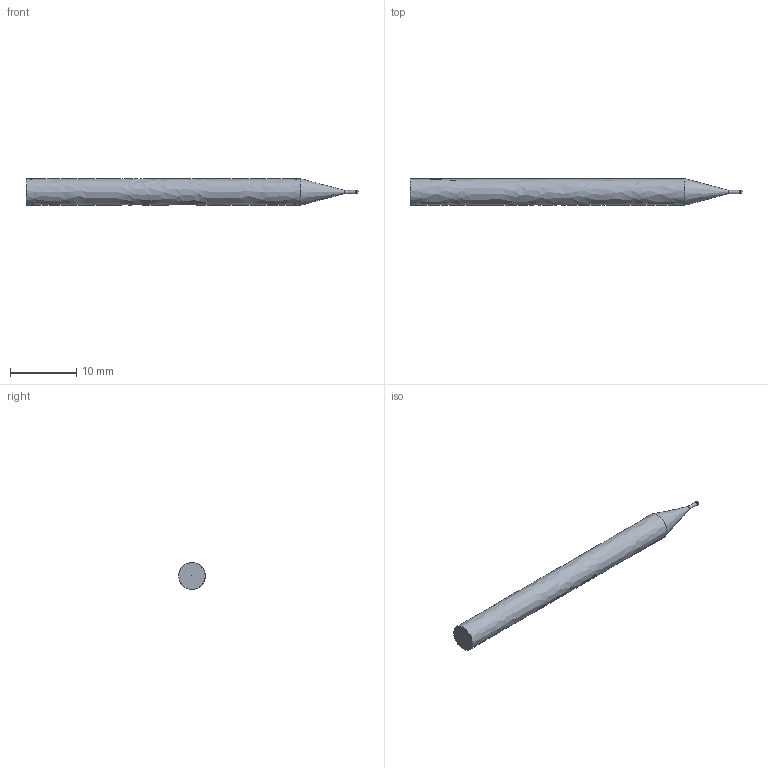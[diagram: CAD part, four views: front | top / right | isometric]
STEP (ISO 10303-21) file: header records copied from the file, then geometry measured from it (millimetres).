
FILE_DESCRIPTION ((), '1');
FILE_NAME ('156 0050N2A.STP', '2021-01-07T11:07:25', ('Unknown'), ('mafordeurope'), 'OneCNC-XR7 Mill 3D Expert', 'OneCNC-XR7 Mill 3D Expert', '');
FILE_SCHEMA (('CONFIG_CONTROL_DESIGN'));
Length unit declared in the file: millimetre
Bounding box: 50 x 4 x 4 mm (x, y, z)
Volume: 551.9 mm3; surface area: 583.9 mm2
Topology: 1 solids, 1 shells, 7 faces, 22 edges, 22 vertices
Faces by surface type: bspline 7
Entity records: 441 total; most frequent: CARTESIAN_POINT 262, ORIENTED_EDGE 26, B_SPLINE_CURVE_WITH_KNOTS 13, EDGE_CURVE 13, VERTEX_POINT 8, PERSON 8, ORGANIZATION 8, PERSON_AND_ORGANIZATION 8
